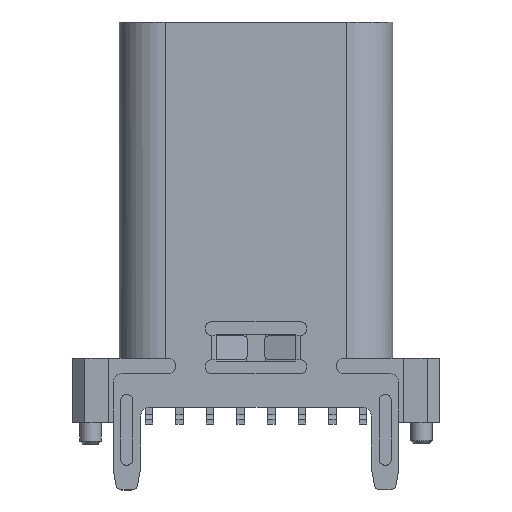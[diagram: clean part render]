
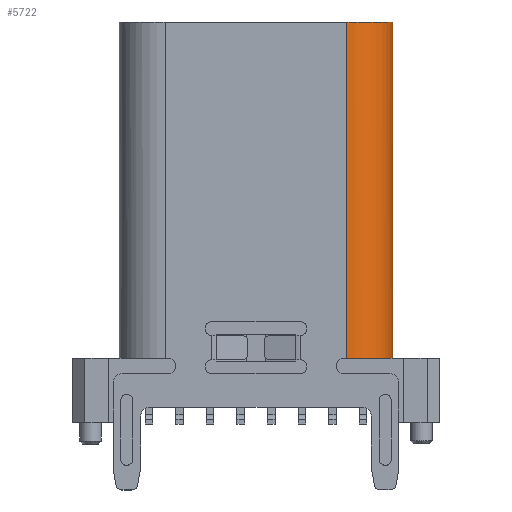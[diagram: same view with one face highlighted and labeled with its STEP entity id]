
A CAD part, top view. The second image highlights one B-rep face of the part: STEP entity #5722.
In plain terms, the highlighted cylindrical face has radius 1.5 mm (diameter 3 mm), a partial arc.
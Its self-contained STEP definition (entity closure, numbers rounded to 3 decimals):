
#116 = EDGE_CURVE ( 'NONE', #1305, #8570, #7293, .T. ) ;
#301 = CARTESIAN_POINT ( 'NONE',  ( 10.345, 22.209, 3.833 ) ) ;
#454 = VECTOR ( 'NONE', #8712, 1000. ) ;
#580 = VERTEX_POINT ( 'NONE', #6217 ) ;
#993 = VERTEX_POINT ( 'NONE', #14417 ) ;
#1305 = VERTEX_POINT ( 'NONE', #6889 ) ;
#1358 = DIRECTION ( 'NONE',  ( 0., -1., 0. ) ) ;
#2058 = DIRECTION ( 'NONE',  ( 0., -1., 0. ) ) ;
#2520 = ORIENTED_EDGE ( 'NONE', *, *, #12455, .F. ) ;
#2827 = ORIENTED_EDGE ( 'NONE', *, *, #13768, .T. ) ;
#3152 = ORIENTED_EDGE ( 'NONE', *, *, #15118, .F. ) ;
#3551 = CARTESIAN_POINT ( 'NONE',  ( 10.345, 22.209, 2.333 ) ) ;
#3646 = FACE_OUTER_BOUND ( 'NONE', #7574, .T. ) ;
#3868 = DIRECTION ( 'NONE',  ( 0., -1., 0. ) ) ;
#4129 = DIRECTION ( 'NONE',  ( 0., -1., 0. ) ) ;
#5157 = CIRCLE ( 'NONE', #15047, 1.5 ) ;
#5394 = CYLINDRICAL_SURFACE ( 'NONE', #15178, 1.5 ) ;
#5722 = ADVANCED_FACE ( 'NONE', ( #3646 ), #5394, .T. ) ;
#5801 = LINE ( 'NONE', #12351, #9025 ) ;
#6217 = CARTESIAN_POINT ( 'NONE',  ( 11.845, 18.209, 2.333 ) ) ;
#6472 = ORIENTED_EDGE ( 'NONE', *, *, #116, .F. ) ;
#6620 = DIRECTION ( 'NONE',  ( 0., 0., -1. ) ) ;
#6889 = CARTESIAN_POINT ( 'NONE',  ( 10.345, 7.209, 3.833 ) ) ;
#7293 = LINE ( 'NONE', #301, #454 ) ;
#7400 = CARTESIAN_POINT ( 'NONE',  ( 11.284, 7.209, 3.503 ) ) ;
#7458 = DIRECTION ( 'NONE',  ( 0., 0., -1. ) ) ;
#7574 = EDGE_LOOP ( 'NONE', ( #6472, #2520, #3152, #11331, #2827 ) ) ;
#7783 = EDGE_CURVE ( 'NONE', #993, #580, #5801, .T. ) ;
#8303 = DIRECTION ( 'NONE',  ( 0., 0., -1. ) ) ;
#8471 = CARTESIAN_POINT ( 'NONE',  ( 10.345, 18.209, 2.333 ) ) ;
#8570 = VERTEX_POINT ( 'NONE', #12308 ) ;
#8585 = CIRCLE ( 'NONE', #15365, 1.5 ) ;
#8712 = DIRECTION ( 'NONE',  ( 0., 1., 0. ) ) ;
#8717 = CIRCLE ( 'NONE', #10981, 1.5 ) ;
#9025 = VECTOR ( 'NONE', #9962, 1000. ) ;
#9962 = DIRECTION ( 'NONE',  ( 0., 1., 0. ) ) ;
#10665 = VERTEX_POINT ( 'NONE', #7400 ) ;
#10924 = DIRECTION ( 'NONE',  ( 1., 0., 0. ) ) ;
#10981 = AXIS2_PLACEMENT_3D ( 'NONE', #16238, #1358, #10924 ) ;
#11331 = ORIENTED_EDGE ( 'NONE', *, *, #7783, .T. ) ;
#12308 = CARTESIAN_POINT ( 'NONE',  ( 10.345, 18.209, 3.833 ) ) ;
#12351 = CARTESIAN_POINT ( 'NONE',  ( 11.845, 22.209, 2.333 ) ) ;
#12455 = EDGE_CURVE ( 'NONE', #10665, #1305, #5157, .T. ) ;
#13087 = CARTESIAN_POINT ( 'NONE',  ( 10.345, 7.209, 2.333 ) ) ;
#13768 = EDGE_CURVE ( 'NONE', #580, #8570, #8585, .T. ) ;
#14417 = CARTESIAN_POINT ( 'NONE',  ( 11.845, 7.209, 2.333 ) ) ;
#15047 = AXIS2_PLACEMENT_3D ( 'NONE', #13087, #3868, #6620 ) ;
#15118 = EDGE_CURVE ( 'NONE', #993, #10665, #8717, .T. ) ;
#15178 = AXIS2_PLACEMENT_3D ( 'NONE', #3551, #2058, #7458 ) ;
#15365 = AXIS2_PLACEMENT_3D ( 'NONE', #8471, #4129, #8303 ) ;
#16238 = CARTESIAN_POINT ( 'NONE',  ( 10.345, 7.209, 2.333 ) ) ;
